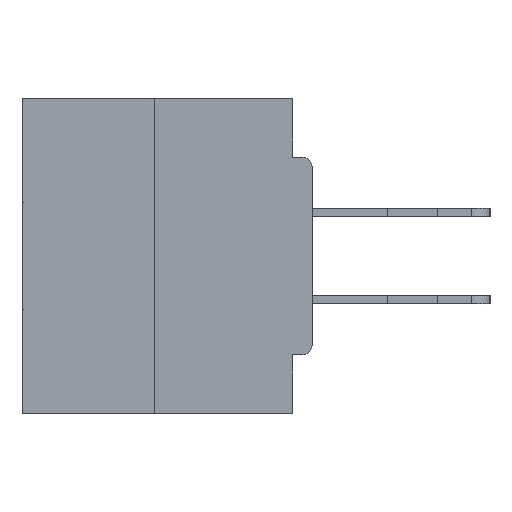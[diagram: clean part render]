
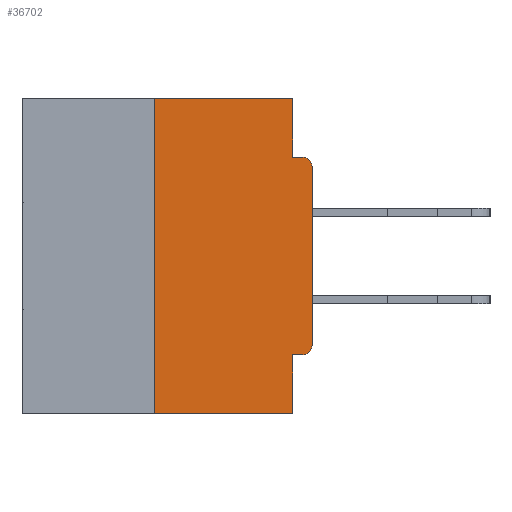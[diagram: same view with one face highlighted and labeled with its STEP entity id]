
A CAD part, left-side view. The second image highlights one B-rep face of the part: STEP entity #36702.
In plain terms, the highlighted planar face has unit normal (-1, 0, 0).
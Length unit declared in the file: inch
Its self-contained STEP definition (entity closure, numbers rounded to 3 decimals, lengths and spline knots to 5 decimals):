
#296 = EDGE_CURVE ( 'NONE', #1668, #17360, #24839, .T. ) ;
#357 = VERTEX_POINT ( 'NONE', #21190 ) ;
#1240 = DIRECTION ( 'NONE',  ( 0., 0., 1. ) ) ;
#1467 = VERTEX_POINT ( 'NONE', #14811 ) ;
#1574 = CARTESIAN_POINT ( 'NONE',  ( 0., 0.031, -0.5 ) ) ;
#1668 = VERTEX_POINT ( 'NONE', #32269 ) ;
#2151 = DIRECTION ( 'NONE',  ( 0., 0., -1. ) ) ;
#2364 = DIRECTION ( 'NONE',  ( 0., 0., -1. ) ) ;
#2634 = ORIENTED_EDGE ( 'NONE', *, *, #32611, .F. ) ;
#3536 = VERTEX_POINT ( 'NONE', #1574 ) ;
#3689 = CARTESIAN_POINT ( 'NONE',  ( 0., 0.25, -0.5 ) ) ;
#4188 = ORIENTED_EDGE ( 'NONE', *, *, #32952, .F. ) ;
#4438 = LINE ( 'NONE', #13387, #5823 ) ;
#4633 = ORIENTED_EDGE ( 'NONE', *, *, #27961, .F. ) ;
#5823 = VECTOR ( 'NONE', #36881, 39.37008 ) ;
#5849 = DIRECTION ( 'NONE',  ( 0., 0., -1. ) ) ;
#5901 = EDGE_CURVE ( 'NONE', #1467, #23251, #28103, .T. ) ;
#6171 = DIRECTION ( 'NONE',  ( 0., -1., 0. ) ) ;
#8268 = FACE_OUTER_BOUND ( 'NONE', #22010, .T. ) ;
#8483 = AXIS2_PLACEMENT_3D ( 'NONE', #23494, #11525, #2364 ) ;
#8722 = DIRECTION ( 'NONE',  ( -1., 0., 0. ) ) ;
#9101 = DIRECTION ( 'NONE',  ( 0., 0., -1. ) ) ;
#9399 = CARTESIAN_POINT ( 'NONE',  ( 0., 0.015, -0.0935 ) ) ;
#10246 = EDGE_CURVE ( 'NONE', #36920, #3536, #35241, .T. ) ;
#10937 = PLANE ( 'NONE',  #37274 ) ;
#10996 = CARTESIAN_POINT ( 'NONE',  ( 0., 0., -0.4065 ) ) ;
#11081 = AXIS2_PLACEMENT_3D ( 'NONE', #20584, #8722, #9101 ) ;
#11525 = DIRECTION ( 'NONE',  ( -1., 0., 0. ) ) ;
#12692 = DIRECTION ( 'NONE',  ( 0., 0., -1. ) ) ;
#13387 = CARTESIAN_POINT ( 'NONE',  ( 0., 0.25, 0. ) ) ;
#14811 = CARTESIAN_POINT ( 'NONE',  ( 0., 0.031, 0. ) ) ;
#17360 = VERTEX_POINT ( 'NONE', #21909 ) ;
#17824 = EDGE_CURVE ( 'NONE', #27791, #27031, #30821, .T. ) ;
#18258 = CARTESIAN_POINT ( 'NONE',  ( 0., 0.031, 0. ) ) ;
#18291 = LINE ( 'NONE', #18915, #34428 ) ;
#18913 = LINE ( 'NONE', #26637, #37813 ) ;
#18915 = CARTESIAN_POINT ( 'NONE',  ( 0., 0.031, -0.5 ) ) ;
#19117 = LINE ( 'NONE', #10996, #32953 ) ;
#19834 = DIRECTION ( 'NONE',  ( 1., 0., 0. ) ) ;
#19977 = VECTOR ( 'NONE', #26970, 39.37008 ) ;
#20145 = VERTEX_POINT ( 'NONE', #27275 ) ;
#20584 = CARTESIAN_POINT ( 'NONE',  ( 0., 0.015, -0.1085 ) ) ;
#21190 = CARTESIAN_POINT ( 'NONE',  ( 0., 0.031, -0.4065 ) ) ;
#21219 = ORIENTED_EDGE ( 'NONE', *, *, #10246, .T. ) ;
#21909 = CARTESIAN_POINT ( 'NONE',  ( 0., 0., -0.3915 ) ) ;
#22010 = EDGE_LOOP ( 'NONE', ( #36888, #4633, #21219, #2634, #33435, #37883, #31836, #26426, #4188, #36944 ) ) ;
#23251 = VERTEX_POINT ( 'NONE', #34703 ) ;
#23494 = CARTESIAN_POINT ( 'NONE',  ( 0., 0.015, -0.3915 ) ) ;
#24839 = CIRCLE ( 'NONE', #8483, 0.015 ) ;
#25556 = DIRECTION ( 'NONE',  ( 0., 1., 0. ) ) ;
#26426 = ORIENTED_EDGE ( 'NONE', *, *, #17824, .T. ) ;
#26637 = CARTESIAN_POINT ( 'NONE',  ( 0., 0.46, 0. ) ) ;
#26790 = LINE ( 'NONE', #36215, #31847 ) ;
#26970 = DIRECTION ( 'NONE',  ( 0., -1., 0. ) ) ;
#27031 = VERTEX_POINT ( 'NONE', #9399 ) ;
#27032 = DIRECTION ( 'NONE',  ( 0., -1., 0. ) ) ;
#27275 = CARTESIAN_POINT ( 'NONE',  ( 0., 0.25, 0. ) ) ;
#27791 = VERTEX_POINT ( 'NONE', #36121 ) ;
#27961 = EDGE_CURVE ( 'NONE', #36920, #20145, #4438, .T. ) ;
#28103 = LINE ( 'NONE', #18258, #29990 ) ;
#28818 = VECTOR ( 'NONE', #27032, 39.37008 ) ;
#29439 = EDGE_CURVE ( 'NONE', #1668, #357, #19117, .T. ) ;
#29525 = CARTESIAN_POINT ( 'NONE',  ( 0., 0., -0.0935 ) ) ;
#29853 = CARTESIAN_POINT ( 'NONE',  ( 0., 0.46, -0.5 ) ) ;
#29990 = VECTOR ( 'NONE', #5849, 39.37008 ) ;
#30821 = CIRCLE ( 'NONE', #11081, 0.015 ) ;
#31587 = CARTESIAN_POINT ( 'NONE',  ( 0., 0.46, 0. ) ) ;
#31836 = ORIENTED_EDGE ( 'NONE', *, *, #35855, .T. ) ;
#31847 = VECTOR ( 'NONE', #1240, 39.37008 ) ;
#32269 = CARTESIAN_POINT ( 'NONE',  ( 0., 0.015, -0.4065 ) ) ;
#32611 = EDGE_CURVE ( 'NONE', #357, #3536, #18291, .T. ) ;
#32952 = EDGE_CURVE ( 'NONE', #23251, #27031, #34392, .T. ) ;
#32953 = VECTOR ( 'NONE', #25556, 39.37008 ) ;
#33435 = ORIENTED_EDGE ( 'NONE', *, *, #29439, .F. ) ;
#34392 = LINE ( 'NONE', #29525, #28818 ) ;
#34428 = VECTOR ( 'NONE', #12692, 39.37008 ) ;
#34703 = CARTESIAN_POINT ( 'NONE',  ( 0., 0.031, -0.0935 ) ) ;
#35241 = LINE ( 'NONE', #29853, #19977 ) ;
#35855 = EDGE_CURVE ( 'NONE', #17360, #27791, #26790, .T. ) ;
#36121 = CARTESIAN_POINT ( 'NONE',  ( 0., 0., -0.1085 ) ) ;
#36215 = CARTESIAN_POINT ( 'NONE',  ( 0., 0., 0. ) ) ;
#36702 = ADVANCED_FACE ( 'NONE', ( #8268 ), #10937, .F. ) ;
#36865 = EDGE_CURVE ( 'NONE', #20145, #1467, #18913, .T. ) ;
#36881 = DIRECTION ( 'NONE',  ( 0., 0., 1. ) ) ;
#36888 = ORIENTED_EDGE ( 'NONE', *, *, #36865, .F. ) ;
#36920 = VERTEX_POINT ( 'NONE', #3689 ) ;
#36944 = ORIENTED_EDGE ( 'NONE', *, *, #5901, .F. ) ;
#37274 = AXIS2_PLACEMENT_3D ( 'NONE', #31587, #19834, #2151 ) ;
#37813 = VECTOR ( 'NONE', #6171, 39.37008 ) ;
#37883 = ORIENTED_EDGE ( 'NONE', *, *, #296, .T. ) ;
